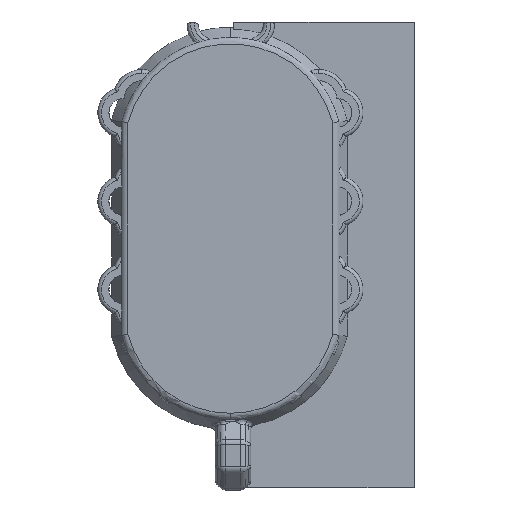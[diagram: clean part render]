
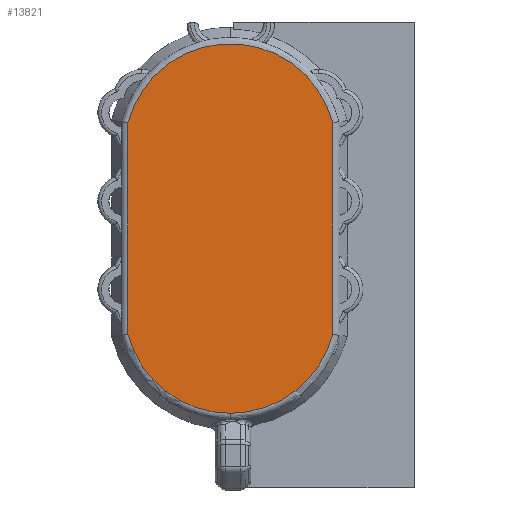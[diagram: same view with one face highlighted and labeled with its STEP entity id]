
A CAD part, front view. The second image highlights one B-rep face of the part: STEP entity #13821.
In plain terms, the highlighted planar face has unit normal (0, -1, 0).
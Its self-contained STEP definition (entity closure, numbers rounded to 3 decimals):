
#9144 = VERTEX_POINT('',#9145);
#9145 = CARTESIAN_POINT('',(-2.875,0.,-24.768));
#9152 = EDGE_CURVE('',#9153,#9144,#9155,.T.);
#9153 = VERTEX_POINT('',#9154);
#9154 = CARTESIAN_POINT('',(-17.298,0.,-13.675));
#9155 = CIRCLE('',#9156,14.923);
#9156 = AXIS2_PLACEMENT_3D('',#9157,#9158,#9159);
#9157 = CARTESIAN_POINT('',(-2.875,0.,-9.845));
#9158 = DIRECTION('',(-0.,-1.,0.));
#9159 = DIRECTION('',(-0.,0.,-1.));
#13821 = ADVANCED_FACE('',(#13822),#13857,.T.);
#13822 = FACE_BOUND('',#13823,.T.);
#13823 = EDGE_LOOP('',(#13824,#13835,#13841,#13842,#13851));
#13824 = ORIENTED_EDGE('',*,*,#13825,.T.);
#13825 = EDGE_CURVE('',#13826,#13828,#13830,.T.);
#13826 = VERTEX_POINT('',#13827);
#13827 = CARTESIAN_POINT('',(11.548,0.,16.175));
#13828 = VERTEX_POINT('',#13829);
#13829 = CARTESIAN_POINT('',(-17.298,0.,16.175));
#13830 = CIRCLE('',#13831,14.923);
#13831 = AXIS2_PLACEMENT_3D('',#13832,#13833,#13834);
#13832 = CARTESIAN_POINT('',(-2.875,0.,12.345));
#13833 = DIRECTION('',(-0.,-1.,0.));
#13834 = DIRECTION('',(-0.,0.,-1.));
#13835 = ORIENTED_EDGE('',*,*,#13836,.T.);
#13836 = EDGE_CURVE('',#13828,#9153,#13837,.T.);
#13837 = LINE('',#13838,#13839);
#13838 = CARTESIAN_POINT('',(-17.298,0.,-13.75));
#13839 = VECTOR('',#13840,1.);
#13840 = DIRECTION('',(0.,0.,-1.));
#13841 = ORIENTED_EDGE('',*,*,#9152,.T.);
#13842 = ORIENTED_EDGE('',*,*,#13843,.T.);
#13843 = EDGE_CURVE('',#9144,#13844,#13846,.T.);
#13844 = VERTEX_POINT('',#13845);
#13845 = CARTESIAN_POINT('',(11.548,0.,-13.675));
#13846 = CIRCLE('',#13847,14.923);
#13847 = AXIS2_PLACEMENT_3D('',#13848,#13849,#13850);
#13848 = CARTESIAN_POINT('',(-2.875,0.,-9.845));
#13849 = DIRECTION('',(-0.,-1.,0.));
#13850 = DIRECTION('',(-0.,0.,-1.));
#13851 = ORIENTED_EDGE('',*,*,#13852,.T.);
#13852 = EDGE_CURVE('',#13844,#13826,#13853,.T.);
#13853 = LINE('',#13854,#13855);
#13854 = CARTESIAN_POINT('',(11.548,0.,16.25));
#13855 = VECTOR('',#13856,1.);
#13856 = DIRECTION('',(0.,0.,1.));
#13857 = PLANE('',#13858);
#13858 = AXIS2_PLACEMENT_3D('',#13859,#13860,#13861);
#13859 = CARTESIAN_POINT('',(-2.875,0.,-9.845));
#13860 = DIRECTION('',(0.,-1.,0.));
#13861 = DIRECTION('',(0.,-0.,-1.));
